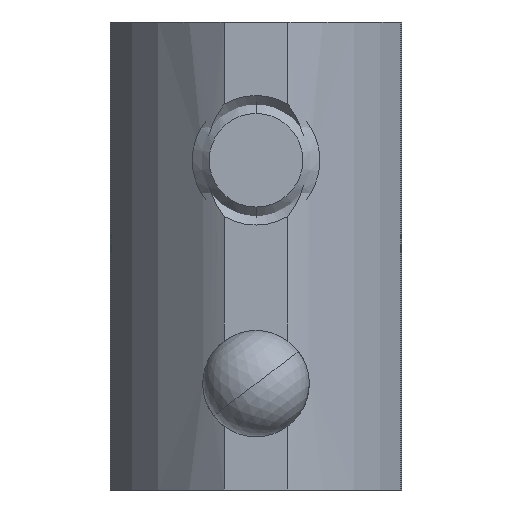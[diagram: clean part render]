
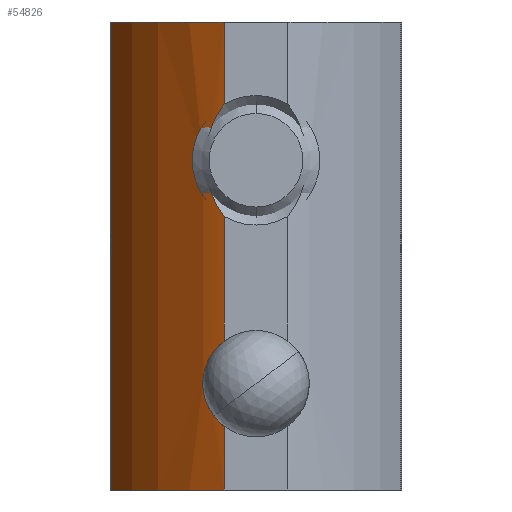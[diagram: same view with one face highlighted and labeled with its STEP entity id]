
A CAD part, front view. The second image highlights one B-rep face of the part: STEP entity #54826.
In plain terms, the highlighted cylindrical face has radius 15 mm (diameter 30 mm), a partial arc.
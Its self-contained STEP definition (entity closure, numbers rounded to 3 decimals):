
#9 = CARTESIAN_POINT ( 'NONE',  ( -1.5, -9., -12.501 ) ) ;
#297 = CIRCLE ( 'NONE', #12734, 15. ) ;
#473 = CARTESIAN_POINT ( 'NONE',  ( -2.476, -8.284, -10.095 ) ) ;
#840 = CARTESIAN_POINT ( 'NONE',  ( -6.806, -2.705, 6.5 ) ) ;
#1486 = CARTESIAN_POINT ( 'NONE',  ( -2.5, -8.265, -0.19 ) ) ;
#5251 = VERTEX_POINT ( 'NONE', #12911 ) ;
#5502 = FACE_OUTER_BOUND ( 'NONE', #63988, .T. ) ;
#5764 = CARTESIAN_POINT ( 'NONE',  ( -2.308, -8.417, -9.517 ) ) ;
#6340 = CARTESIAN_POINT ( 'NONE',  ( 6.876, 3.444, 6.5 ) ) ;
#6773 = CARTESIAN_POINT ( 'NONE',  ( -2.478, -8.282, 0.378 ) ) ;
#7262 = EDGE_CURVE ( 'NONE', #5251, #23873, #30312, .T. ) ;
#7467 = EDGE_CURVE ( 'NONE', #34399, #41935, #49907, .T. ) ;
#8296 = AXIS2_PLACEMENT_3D ( 'NONE', #6340, #37866, #64118 ) ;
#10506 = CARTESIAN_POINT ( 'NONE',  ( -1.5, -9., -2.648 ) ) ;
#11047 = CARTESIAN_POINT ( 'NONE',  ( -2.021, -8.634, -9.015 ) ) ;
#11969 = CARTESIAN_POINT ( 'NONE',  ( 6.876, 3.444, -15.5 ) ) ;
#12066 = CARTESIAN_POINT ( 'NONE',  ( -2.334, -8.396, 0.914 ) ) ;
#12734 = AXIS2_PLACEMENT_3D ( 'NONE', #11969, #48704, #17252 ) ;
#12894 = ORIENTED_EDGE ( 'NONE', *, *, #19377, .T. ) ;
#12911 = CARTESIAN_POINT ( 'NONE',  ( -1.5, -9., -8.499 ) ) ;
#13815 = CYLINDRICAL_SURFACE ( 'NONE', #8296, 15. ) ;
#13958 = CARTESIAN_POINT ( 'NONE',  ( -2.18, -8.515, 1.371 ) ) ;
#15330 = ORIENTED_EDGE ( 'NONE', *, *, #21019, .T. ) ;
#15524 = EDGE_CURVE ( 'NONE', #49246, #64926, #46462, .T. ) ;
#15736 = CARTESIAN_POINT ( 'NONE',  ( -1.5, -9., -15.5 ) ) ;
#16030 = CARTESIAN_POINT ( 'NONE',  ( -1.671, -8.885, -2.419 ) ) ;
#16105 = CARTESIAN_POINT ( 'NONE',  ( -2.018, -8.636, -11.988 ) ) ;
#16122 = ORIENTED_EDGE ( 'NONE', *, *, #45755, .T. ) ;
#16251 = CARTESIAN_POINT ( 'NONE',  ( -2.075, -8.594, -1.652 ) ) ;
#16334 = CARTESIAN_POINT ( 'NONE',  ( -1.645, -8.902, -8.608 ) ) ;
#16382 = B_SPLINE_CURVE_WITH_KNOTS ( 'NONE', 3,
 ( #9, #26506, #47570, #16105, #52828, #21400, #58076, #26736, #63316, #32030, #473, #37278, #5764, #42550, #11047, #47786, #16334, #53055 ),
 .UNSPECIFIED., .F., .F.,
 ( 4, 2, 2, 2, 2, 2, 2, 2, 4 ),
 ( 0., 0.001, 0.001, 0.002, 0.002, 0.003, 0.004, 0.004, 0.005 ),
 .UNSPECIFIED. ) ;
#16740 = CARTESIAN_POINT ( 'NONE',  ( -1.5, -9., 2.648 ) ) ;
#16961 = CARTESIAN_POINT ( 'NONE',  ( -1.5, -9., 6.5 ) ) ;
#17252 = DIRECTION ( 'NONE',  ( -1., 0., 0. ) ) ;
#18717 = CARTESIAN_POINT ( 'NONE',  ( -1.5, -9., 6.5 ) ) ;
#19034 = VERTEX_POINT ( 'NONE', #64630 ) ;
#19251 = CARTESIAN_POINT ( 'NONE',  ( -2.256, -8.456, 1.077 ) ) ;
#19377 = EDGE_CURVE ( 'NONE', #45128, #34399, #58648, .T. ) ;
#20061 = CIRCLE ( 'NONE', #27834, 15. ) ;
#20423 = VERTEX_POINT ( 'NONE', #36715 ) ;
#21019 = EDGE_CURVE ( 'NONE', #41935, #24829, #20061, .T. ) ;
#21400 = CARTESIAN_POINT ( 'NONE',  ( -2.305, -8.419, -11.489 ) ) ;
#21551 = CARTESIAN_POINT ( 'NONE',  ( -2.256, -8.456, -1.077 ) ) ;
#22301 = B_SPLINE_CURVE_WITH_KNOTS ( 'NONE', 3,
 ( #59085, #53848, #64327, #33045, #1486, #38291, #6773, #43554, #12066, #48803 ),
 .UNSPECIFIED., .F., .F.,
 ( 4, 2, 2, 2, 4 ),
 ( 0., 0.001, 0.001, 0.002, 0.002 ),
 .UNSPECIFIED. ) ;
#22930 = DIRECTION ( 'NONE',  ( 0., 0., 1. ) ) ;
#23873 = VERTEX_POINT ( 'NONE', #10506 ) ;
#24228 = EDGE_CURVE ( 'NONE', #23873, #20423, #26273, .T. ) ;
#24562 = CARTESIAN_POINT ( 'NONE',  ( -1.823, -8.778, 2.171 ) ) ;
#24829 = VERTEX_POINT ( 'NONE', #840 ) ;
#26273 = B_SPLINE_CURVE_WITH_KNOTS ( 'NONE', 3,
 ( #37204, #16030, #47710, #16251, #52977, #21551 ),
 .UNSPECIFIED., .F., .F.,
 ( 4, 2, 4 ),
 ( 0., 0.001, 0.002 ),
 .UNSPECIFIED. ) ;
#26506 = CARTESIAN_POINT ( 'NONE',  ( -1.645, -8.902, -12.392 ) ) ;
#26736 = CARTESIAN_POINT ( 'NONE',  ( -2.475, -8.285, -10.912 ) ) ;
#26764 = CARTESIAN_POINT ( 'NONE',  ( -1.5, -9., -12.501 ) ) ;
#27751 = CARTESIAN_POINT ( 'NONE',  ( 6.876, 3.444, 6.5 ) ) ;
#27834 = AXIS2_PLACEMENT_3D ( 'NONE', #27751, #64320, #33038 ) ;
#28648 = DIRECTION ( 'NONE',  ( 0., 0., 1. ) ) ;
#28745 = CARTESIAN_POINT ( 'NONE',  ( -1.5, -9., 6.5 ) ) ;
#29899 = CARTESIAN_POINT ( 'NONE',  ( -1.5, -9., 2.648 ) ) ;
#30047 = DIRECTION ( 'NONE',  ( 0., 0., 1. ) ) ;
#30191 = CARTESIAN_POINT ( 'NONE',  ( -1.5, -9., 6.5 ) ) ;
#30312 = LINE ( 'NONE', #30191, #42580 ) ;
#32030 = CARTESIAN_POINT ( 'NONE',  ( -2.502, -8.264, -10.299 ) ) ;
#32666 = ORIENTED_EDGE ( 'NONE', *, *, #15524, .T. ) ;
#33017 = CARTESIAN_POINT ( 'NONE',  ( -6.806, -2.705, 6.5 ) ) ;
#33038 = DIRECTION ( 'NONE',  ( -1., 0., 0. ) ) ;
#33045 = CARTESIAN_POINT ( 'NONE',  ( -2.478, -8.283, -0.379 ) ) ;
#34399 = VERTEX_POINT ( 'NONE', #16740 ) ;
#34901 = ORIENTED_EDGE ( 'NONE', *, *, #49525, .F. ) ;
#36715 = CARTESIAN_POINT ( 'NONE',  ( -2.256, -8.456, -1.077 ) ) ;
#37204 = CARTESIAN_POINT ( 'NONE',  ( -1.5, -9., -2.648 ) ) ;
#37278 = CARTESIAN_POINT ( 'NONE',  ( -2.379, -8.361, -9.704 ) ) ;
#37794 = LINE ( 'NONE', #33017, #45150 ) ;
#37866 = DIRECTION ( 'NONE',  ( 0., 0., -1. ) ) ;
#38291 = CARTESIAN_POINT ( 'NONE',  ( -2.5, -8.265, 0.186 ) ) ;
#40484 = EDGE_CURVE ( 'NONE', #20423, #45128, #22301, .T. ) ;
#41935 = VERTEX_POINT ( 'NONE', #18717 ) ;
#42550 = CARTESIAN_POINT ( 'NONE',  ( -2.129, -8.553, -9.174 ) ) ;
#42580 = VECTOR ( 'NONE', #30047, 1000. ) ;
#43526 = DIRECTION ( 'NONE',  ( 0., 0., 1. ) ) ;
#43554 = CARTESIAN_POINT ( 'NONE',  ( -2.395, -8.348, 0.739 ) ) ;
#43818 = ORIENTED_EDGE ( 'NONE', *, *, #58595, .F. ) ;
#44944 = ORIENTED_EDGE ( 'NONE', *, *, #24228, .T. ) ;
#45128 = VERTEX_POINT ( 'NONE', #51701 ) ;
#45150 = VECTOR ( 'NONE', #43526, 1000. ) ;
#45755 = EDGE_CURVE ( 'NONE', #64926, #5251, #16382, .T. ) ;
#46462 = LINE ( 'NONE', #16961, #58701 ) ;
#47570 = CARTESIAN_POINT ( 'NONE',  ( -1.778, -8.809, -12.269 ) ) ;
#47710 = CARTESIAN_POINT ( 'NONE',  ( -1.821, -8.779, -2.174 ) ) ;
#47786 = CARTESIAN_POINT ( 'NONE',  ( -1.78, -8.808, -8.734 ) ) ;
#48466 = ORIENTED_EDGE ( 'NONE', *, *, #40484, .T. ) ;
#48704 = DIRECTION ( 'NONE',  ( 0., 0., -1. ) ) ;
#48803 = CARTESIAN_POINT ( 'NONE',  ( -2.256, -8.456, 1.077 ) ) ;
#49246 = VERTEX_POINT ( 'NONE', #15736 ) ;
#49525 = EDGE_CURVE ( 'NONE', #19034, #24829, #37794, .T. ) ;
#49907 = LINE ( 'NONE', #28745, #63792 ) ;
#50011 = CARTESIAN_POINT ( 'NONE',  ( -2.077, -8.593, 1.647 ) ) ;
#50115 = ORIENTED_EDGE ( 'NONE', *, *, #7262, .T. ) ;
#51701 = CARTESIAN_POINT ( 'NONE',  ( -2.256, -8.456, 1.077 ) ) ;
#52828 = CARTESIAN_POINT ( 'NONE',  ( -2.127, -8.555, -11.83 ) ) ;
#52977 = CARTESIAN_POINT ( 'NONE',  ( -2.18, -8.515, -1.372 ) ) ;
#53055 = CARTESIAN_POINT ( 'NONE',  ( -1.5, -9., -8.499 ) ) ;
#53848 = CARTESIAN_POINT ( 'NONE',  ( -2.334, -8.396, -0.914 ) ) ;
#54047 = ORIENTED_EDGE ( 'NONE', *, *, #7467, .T. ) ;
#54826 = ADVANCED_FACE ( 'NONE', ( #5502 ), #13815, .T. ) ;
#58076 = CARTESIAN_POINT ( 'NONE',  ( -2.377, -8.362, -11.303 ) ) ;
#58595 = EDGE_CURVE ( 'NONE', #49246, #19034, #297, .T. ) ;
#58648 = B_SPLINE_CURVE_WITH_KNOTS ( 'NONE', 3,
 ( #19251, #13958, #50011, #24562, #61185, #29899 ),
 .UNSPECIFIED., .F., .F.,
 ( 4, 2, 4 ),
 ( 0., 0.001, 0.002 ),
 .UNSPECIFIED. ) ;
#58701 = VECTOR ( 'NONE', #22930, 1000. ) ;
#59085 = CARTESIAN_POINT ( 'NONE',  ( -2.256, -8.456, -1.077 ) ) ;
#61185 = CARTESIAN_POINT ( 'NONE',  ( -1.671, -8.885, 2.419 ) ) ;
#63316 = CARTESIAN_POINT ( 'NONE',  ( -2.501, -8.264, -10.711 ) ) ;
#63792 = VECTOR ( 'NONE', #28648, 1000. ) ;
#63988 = EDGE_LOOP ( 'NONE', ( #32666, #16122, #50115, #44944, #48466, #12894, #54047, #15330, #34901, #43818 ) ) ;
#64118 = DIRECTION ( 'NONE',  ( -1., 0., 0. ) ) ;
#64320 = DIRECTION ( 'NONE',  ( 0., 0., -1. ) ) ;
#64327 = CARTESIAN_POINT ( 'NONE',  ( -2.395, -8.349, -0.742 ) ) ;
#64630 = CARTESIAN_POINT ( 'NONE',  ( -6.806, -2.705, -15.5 ) ) ;
#64926 = VERTEX_POINT ( 'NONE', #26764 ) ;
